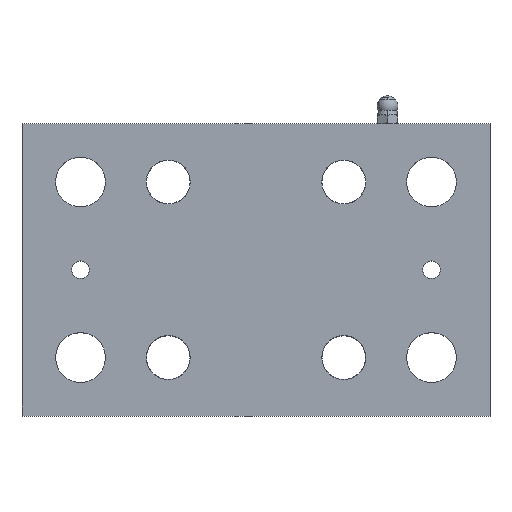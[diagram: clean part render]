
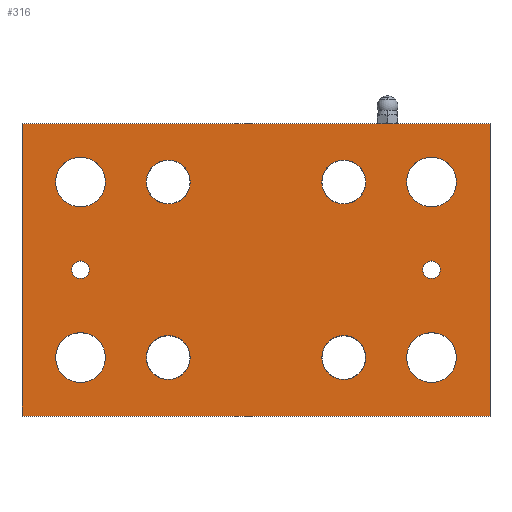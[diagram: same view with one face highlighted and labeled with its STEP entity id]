
A CAD part, top view. The second image highlights one B-rep face of the part: STEP entity #316.
In plain terms, the highlighted planar face has unit normal (0, 0, 1).
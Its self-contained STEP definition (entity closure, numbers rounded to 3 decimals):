
#316=ADVANCED_FACE('',(#580,#581,#582,#583,#584,#585,#586,#587,#588,#589,#590),#591,.T.);
#580=FACE_BOUND('',#903,.T.);
#581=FACE_BOUND('',#904,.T.);
#582=FACE_BOUND('',#905,.T.);
#583=FACE_BOUND('',#906,.T.);
#584=FACE_BOUND('',#907,.T.);
#585=FACE_BOUND('',#908,.T.);
#586=FACE_BOUND('',#909,.T.);
#587=FACE_BOUND('',#910,.T.);
#588=FACE_BOUND('',#911,.T.);
#589=FACE_BOUND('',#912,.T.);
#590=FACE_OUTER_BOUND('',#913,.T.);
#591=PLANE('',#914);
#903=EDGE_LOOP('',(#1783,#1784));
#904=EDGE_LOOP('',(#1785,#1786));
#905=EDGE_LOOP('',(#1787,#1788));
#906=EDGE_LOOP('',(#1789,#1790));
#907=EDGE_LOOP('',(#1791,#1792));
#908=EDGE_LOOP('',(#1793,#1794));
#909=EDGE_LOOP('',(#1795,#1796));
#910=EDGE_LOOP('',(#1797,#1798));
#911=EDGE_LOOP('',(#1799,#1800));
#912=EDGE_LOOP('',(#1801,#1802));
#913=EDGE_LOOP('',(#1803,#1804,#1805,#1806));
#914=AXIS2_PLACEMENT_3D('',#1807,#1808,#1809);
#1783=ORIENTED_EDGE('',*,*,#2354,.T.);
#1784=ORIENTED_EDGE('',*,*,#2358,.T.);
#1785=ORIENTED_EDGE('',*,*,#2350,.T.);
#1786=ORIENTED_EDGE('',*,*,#2360,.T.);
#1787=ORIENTED_EDGE('',*,*,#2346,.T.);
#1788=ORIENTED_EDGE('',*,*,#2362,.T.);
#1789=ORIENTED_EDGE('',*,*,#2342,.T.);
#1790=ORIENTED_EDGE('',*,*,#2364,.T.);
#1791=ORIENTED_EDGE('',*,*,#2338,.T.);
#1792=ORIENTED_EDGE('',*,*,#2366,.T.);
#1793=ORIENTED_EDGE('',*,*,#2334,.T.);
#1794=ORIENTED_EDGE('',*,*,#2368,.T.);
#1795=ORIENTED_EDGE('',*,*,#2330,.T.);
#1796=ORIENTED_EDGE('',*,*,#2370,.T.);
#1797=ORIENTED_EDGE('',*,*,#2326,.T.);
#1798=ORIENTED_EDGE('',*,*,#2372,.T.);
#1799=ORIENTED_EDGE('',*,*,#2322,.T.);
#1800=ORIENTED_EDGE('',*,*,#2374,.T.);
#1801=ORIENTED_EDGE('',*,*,#2318,.T.);
#1802=ORIENTED_EDGE('',*,*,#2376,.T.);
#1803=ORIENTED_EDGE('',*,*,#2377,.T.);
#1804=ORIENTED_EDGE('',*,*,#2378,.T.);
#1805=ORIENTED_EDGE('',*,*,#2379,.T.);
#1806=ORIENTED_EDGE('',*,*,#2380,.T.);
#1807=CARTESIAN_POINT('',(0.0,0.0,20.5));
#1808=DIRECTION('',(0.0,0.0,1.0));
#1809=DIRECTION('',(1.0,0.0,0.0));
#2318=EDGE_CURVE('',#2797,#2794,#2798,.T.);
#2322=EDGE_CURVE('',#2805,#2802,#2806,.T.);
#2326=EDGE_CURVE('',#2813,#2810,#2814,.T.);
#2330=EDGE_CURVE('',#2821,#2818,#2822,.T.);
#2334=EDGE_CURVE('',#2829,#2826,#2830,.T.);
#2338=EDGE_CURVE('',#2837,#2834,#2838,.T.);
#2342=EDGE_CURVE('',#2845,#2842,#2846,.T.);
#2346=EDGE_CURVE('',#2853,#2850,#2854,.T.);
#2350=EDGE_CURVE('',#2861,#2858,#2862,.T.);
#2354=EDGE_CURVE('',#2869,#2866,#2870,.T.);
#2358=EDGE_CURVE('',#2866,#2869,#2875,.T.);
#2360=EDGE_CURVE('',#2858,#2861,#2877,.T.);
#2362=EDGE_CURVE('',#2850,#2853,#2879,.T.);
#2364=EDGE_CURVE('',#2842,#2845,#2881,.T.);
#2366=EDGE_CURVE('',#2834,#2837,#2883,.T.);
#2368=EDGE_CURVE('',#2826,#2829,#2885,.T.);
#2370=EDGE_CURVE('',#2818,#2821,#2887,.T.);
#2372=EDGE_CURVE('',#2810,#2813,#2889,.T.);
#2374=EDGE_CURVE('',#2802,#2805,#2891,.T.);
#2376=EDGE_CURVE('',#2794,#2797,#2893,.T.);
#2377=EDGE_CURVE('',#2894,#2895,#2896,.T.);
#2378=EDGE_CURVE('',#2895,#2897,#2898,.T.);
#2379=EDGE_CURVE('',#2897,#2899,#2900,.T.);
#2380=EDGE_CURVE('',#2899,#2894,#2901,.T.);
#2794=VERTEX_POINT('',#3784);
#2797=VERTEX_POINT('',#3788);
#2798=CIRCLE('',#3789,8.5);
#2802=VERTEX_POINT('',#3794);
#2805=VERTEX_POINT('',#3798);
#2806=CIRCLE('',#3799,8.5);
#2810=VERTEX_POINT('',#3804);
#2813=VERTEX_POINT('',#3808);
#2814=CIRCLE('',#3809,8.5);
#2818=VERTEX_POINT('',#3814);
#2821=VERTEX_POINT('',#3818);
#2822=CIRCLE('',#3819,8.5);
#2826=VERTEX_POINT('',#3824);
#2829=VERTEX_POINT('',#3828);
#2830=CIRCLE('',#3829,3.0);
#2834=VERTEX_POINT('',#3834);
#2837=VERTEX_POINT('',#3838);
#2838=CIRCLE('',#3839,3.0);
#2842=VERTEX_POINT('',#3844);
#2845=VERTEX_POINT('',#3848);
#2846=CIRCLE('',#3849,7.5);
#2850=VERTEX_POINT('',#3854);
#2853=VERTEX_POINT('',#3858);
#2854=CIRCLE('',#3859,7.5);
#2858=VERTEX_POINT('',#3864);
#2861=VERTEX_POINT('',#3868);
#2862=CIRCLE('',#3869,7.5);
#2866=VERTEX_POINT('',#3874);
#2869=VERTEX_POINT('',#3878);
#2870=CIRCLE('',#3879,7.5);
#2875=CIRCLE('',#3885,7.5);
#2877=CIRCLE('',#3887,7.5);
#2879=CIRCLE('',#3889,7.5);
#2881=CIRCLE('',#3891,7.5);
#2883=CIRCLE('',#3893,3.0);
#2885=CIRCLE('',#3895,3.0);
#2887=CIRCLE('',#3897,8.5);
#2889=CIRCLE('',#3899,8.5);
#2891=CIRCLE('',#3901,8.5);
#2893=CIRCLE('',#3903,8.5);
#2894=VERTEX_POINT('',#3904);
#2895=VERTEX_POINT('',#3905);
#2896=LINE('',#3906,#3907);
#2897=VERTEX_POINT('',#3908);
#2898=LINE('',#3909,#3910);
#2899=VERTEX_POINT('',#3911);
#2900=LINE('',#3912,#3913);
#2901=LINE('',#3914,#3915);
#3784=CARTESIAN_POINT('',(-51.5,-30.0,20.5));
#3788=CARTESIAN_POINT('',(-68.5,-30.0,20.5));
#3789=AXIS2_PLACEMENT_3D('',#4730,#4731,#4732);
#3794=CARTESIAN_POINT('',(-51.5,30.0,20.5));
#3798=CARTESIAN_POINT('',(-68.5,30.0,20.5));
#3799=AXIS2_PLACEMENT_3D('',#4738,#4739,#4740);
#3804=CARTESIAN_POINT('',(68.5,-30.0,20.5));
#3808=CARTESIAN_POINT('',(51.5,-30.0,20.5));
#3809=AXIS2_PLACEMENT_3D('',#4746,#4747,#4748);
#3814=CARTESIAN_POINT('',(68.5,30.0,20.5));
#3818=CARTESIAN_POINT('',(51.5,30.0,20.5));
#3819=AXIS2_PLACEMENT_3D('',#4754,#4755,#4756);
#3824=CARTESIAN_POINT('',(-57.0,0.,20.5));
#3828=CARTESIAN_POINT('',(-63.0,0.,20.5));
#3829=AXIS2_PLACEMENT_3D('',#4762,#4763,#4764);
#3834=CARTESIAN_POINT('',(63.0,0.,20.5));
#3838=CARTESIAN_POINT('',(57.0,0.,20.5));
#3839=AXIS2_PLACEMENT_3D('',#4770,#4771,#4772);
#3844=CARTESIAN_POINT('',(-30.0,-22.5,20.5));
#3848=CARTESIAN_POINT('',(-30.0,-37.5,20.5));
#3849=AXIS2_PLACEMENT_3D('',#4778,#4779,#4780);
#3854=CARTESIAN_POINT('',(-30.0,37.5,20.5));
#3858=CARTESIAN_POINT('',(-30.0,22.5,20.5));
#3859=AXIS2_PLACEMENT_3D('',#4786,#4787,#4788);
#3864=CARTESIAN_POINT('',(30.0,-22.5,20.5));
#3868=CARTESIAN_POINT('',(30.0,-37.5,20.5));
#3869=AXIS2_PLACEMENT_3D('',#4794,#4795,#4796);
#3874=CARTESIAN_POINT('',(30.0,37.5,20.5));
#3878=CARTESIAN_POINT('',(30.0,22.5,20.5));
#3879=AXIS2_PLACEMENT_3D('',#4802,#4803,#4804);
#3885=AXIS2_PLACEMENT_3D('',#4812,#4813,#4814);
#3887=AXIS2_PLACEMENT_3D('',#4818,#4819,#4820);
#3889=AXIS2_PLACEMENT_3D('',#4824,#4825,#4826);
#3891=AXIS2_PLACEMENT_3D('',#4830,#4831,#4832);
#3893=AXIS2_PLACEMENT_3D('',#4836,#4837,#4838);
#3895=AXIS2_PLACEMENT_3D('',#4842,#4843,#4844);
#3897=AXIS2_PLACEMENT_3D('',#4848,#4849,#4850);
#3899=AXIS2_PLACEMENT_3D('',#4854,#4855,#4856);
#3901=AXIS2_PLACEMENT_3D('',#4860,#4861,#4862);
#3903=AXIS2_PLACEMENT_3D('',#4866,#4867,#4868);
#3904=CARTESIAN_POINT('',(80.0,-50.0,20.5));
#3905=CARTESIAN_POINT('',(80.0,50.0,20.5));
#3906=CARTESIAN_POINT('',(80.0,0.0,20.5));
#3907=VECTOR('',#4869,1.0);
#3908=CARTESIAN_POINT('',(-80.0,50.0,20.5));
#3909=CARTESIAN_POINT('',(0.0,50.0,20.5));
#3910=VECTOR('',#4870,1.0);
#3911=CARTESIAN_POINT('',(-80.0,-50.0,20.5));
#3912=CARTESIAN_POINT('',(-80.0,0.0,20.5));
#3913=VECTOR('',#4871,1.0);
#3914=CARTESIAN_POINT('',(0.0,-50.0,20.5));
#3915=VECTOR('',#4872,1.0);
#4730=CARTESIAN_POINT('',(-60.0,-30.0,20.5));
#4731=DIRECTION('',(0.0,0.0,-1.0));
#4732=DIRECTION('',(1.0,0.0,0.0));
#4738=CARTESIAN_POINT('',(-60.0,30.0,20.5));
#4739=DIRECTION('',(0.0,0.0,-1.0));
#4740=DIRECTION('',(1.0,0.0,0.0));
#4746=CARTESIAN_POINT('',(60.0,-30.0,20.5));
#4747=DIRECTION('',(0.0,0.0,-1.0));
#4748=DIRECTION('',(1.0,0.0,0.0));
#4754=CARTESIAN_POINT('',(60.0,30.0,20.5));
#4755=DIRECTION('',(0.0,0.0,-1.0));
#4756=DIRECTION('',(1.0,0.0,0.0));
#4762=CARTESIAN_POINT('',(-60.0,0.0,20.5));
#4763=DIRECTION('',(0.0,0.0,-1.0));
#4764=DIRECTION('',(1.0,0.0,0.0));
#4770=CARTESIAN_POINT('',(60.0,0.0,20.5));
#4771=DIRECTION('',(0.0,0.0,-1.0));
#4772=DIRECTION('',(1.0,0.0,0.0));
#4778=CARTESIAN_POINT('',(-30.0,-30.0,20.5));
#4779=DIRECTION('',(0.0,0.0,-1.0));
#4780=DIRECTION('',(0.0,1.0,0.0));
#4786=CARTESIAN_POINT('',(-30.0,30.0,20.5));
#4787=DIRECTION('',(0.0,0.0,-1.0));
#4788=DIRECTION('',(0.0,1.0,0.0));
#4794=CARTESIAN_POINT('',(30.0,-30.0,20.5));
#4795=DIRECTION('',(0.0,0.0,-1.0));
#4796=DIRECTION('',(0.0,1.0,0.0));
#4802=CARTESIAN_POINT('',(30.0,30.0,20.5));
#4803=DIRECTION('',(0.0,0.0,-1.0));
#4804=DIRECTION('',(0.0,1.0,0.0));
#4812=CARTESIAN_POINT('',(30.0,30.0,20.5));
#4813=DIRECTION('',(0.0,0.0,-1.0));
#4814=DIRECTION('',(0.0,1.0,0.0));
#4818=CARTESIAN_POINT('',(30.0,-30.0,20.5));
#4819=DIRECTION('',(0.0,0.0,-1.0));
#4820=DIRECTION('',(0.0,1.0,0.0));
#4824=CARTESIAN_POINT('',(-30.0,30.0,20.5));
#4825=DIRECTION('',(0.0,0.0,-1.0));
#4826=DIRECTION('',(0.0,1.0,0.0));
#4830=CARTESIAN_POINT('',(-30.0,-30.0,20.5));
#4831=DIRECTION('',(0.0,0.0,-1.0));
#4832=DIRECTION('',(0.0,1.0,0.0));
#4836=CARTESIAN_POINT('',(60.0,0.0,20.5));
#4837=DIRECTION('',(0.0,0.0,-1.0));
#4838=DIRECTION('',(1.0,0.0,0.0));
#4842=CARTESIAN_POINT('',(-60.0,0.0,20.5));
#4843=DIRECTION('',(0.0,0.0,-1.0));
#4844=DIRECTION('',(1.0,0.0,0.0));
#4848=CARTESIAN_POINT('',(60.0,30.0,20.5));
#4849=DIRECTION('',(0.0,0.0,-1.0));
#4850=DIRECTION('',(1.0,0.0,0.0));
#4854=CARTESIAN_POINT('',(60.0,-30.0,20.5));
#4855=DIRECTION('',(0.0,0.0,-1.0));
#4856=DIRECTION('',(1.0,0.0,0.0));
#4860=CARTESIAN_POINT('',(-60.0,30.0,20.5));
#4861=DIRECTION('',(0.0,0.0,-1.0));
#4862=DIRECTION('',(1.0,0.0,0.0));
#4866=CARTESIAN_POINT('',(-60.0,-30.0,20.5));
#4867=DIRECTION('',(0.0,0.0,-1.0));
#4868=DIRECTION('',(1.0,0.0,0.0));
#4869=DIRECTION('',(0.0,1.0,0.0));
#4870=DIRECTION('',(-1.0,0.0,0.0));
#4871=DIRECTION('',(0.0,-1.0,0.0));
#4872=DIRECTION('',(1.0,0.0,0.0));
